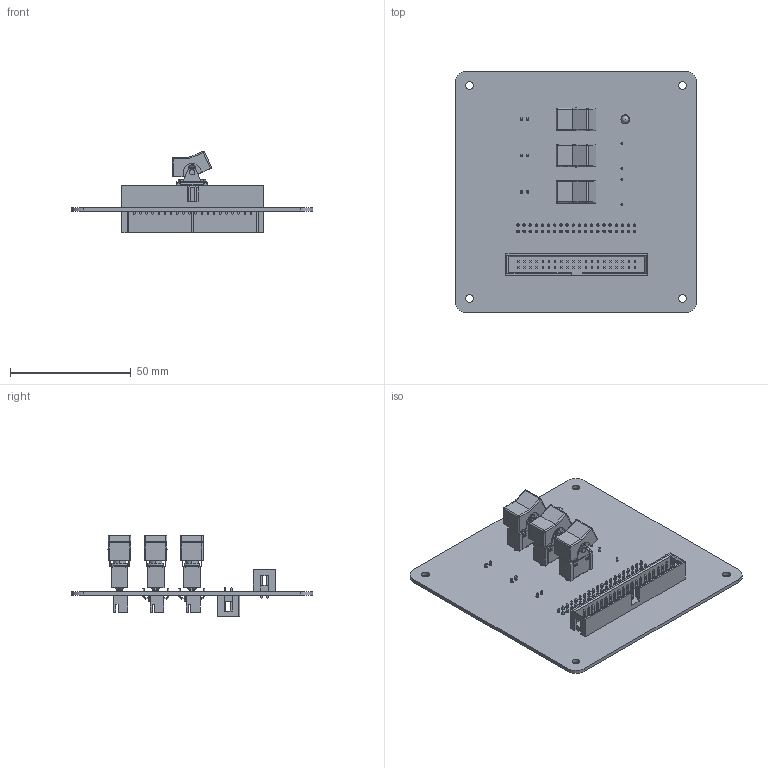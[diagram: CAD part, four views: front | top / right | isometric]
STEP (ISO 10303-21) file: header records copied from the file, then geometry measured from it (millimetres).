
FILE_DESCRIPTION(('KiCad electronic assembly'),'2;1');
FILE_NAME('Front Panel.step','2025-09-09T15:44:29',('Pcbnew'),('Kicad'), 'Open CASCADE STEP processor 7.8','KiCad to STEP converter','Unknown' );
FILE_SCHEMA(('AUTOMOTIVE_DESIGN { 1 0 10303 214 1 1 1 1 }'));
Length unit declared in the file: millimetre
Products named in the file (9): Front Panel 1; LED_D3.0mm; 61204021621; 6120xx21621_PIN; 300SP1J1BLKM2QE; R_Axial_DIN0207_L6.3mm_D2.5mm_P10.16mm_Horizontal; JST_XH_B2B-XH-A_1x02_P2.50mm_Vertical; Front Panel_PCB
Assembly tree (53 placements, depth 3):
  Front Panel 1
    LED_D3.0mm
    61204021621  x2
      6120xx21621_PIN
      61204021621
    300SP1J1BLKM2QE  x3
    R_Axial_DIN0207_L6.3mm_D2.5mm_P10.16mm_Horizontal  x2
    JST_XH_B2B-XH-A_1x02_P2.50mm_Vertical  x3
    Front Panel_PCB
Bounding box: 100 x 100 x 33.86 mm (x, y, z)
Volume: 24532.2 mm3; surface area: 38712 mm2
Topology: 119 solids, 119 shells, 3401 faces, 8025 edges, 4932 vertices
Faces by surface type: plane 2250, bspline 963, cylinder 179, torus 8, sphere 1
Full cylindrical faces by diameter (mm): 0.6 x8, 0.8 x4, 0.85 x12, 0.9 x2, 1 x86, 1.85 x9, 2.25 x2, 2.5 x4, 3 x1, 3.2 x4
Entity records: 35050 total; most frequent: CARTESIAN_POINT 9079, ORIENTED_EDGE 5048, DIRECTION 3455, EDGE_CURVE 2524, VERTEX_POINT 1593, LINE 1425, VECTOR 1425, FACE_BOUND 1311
